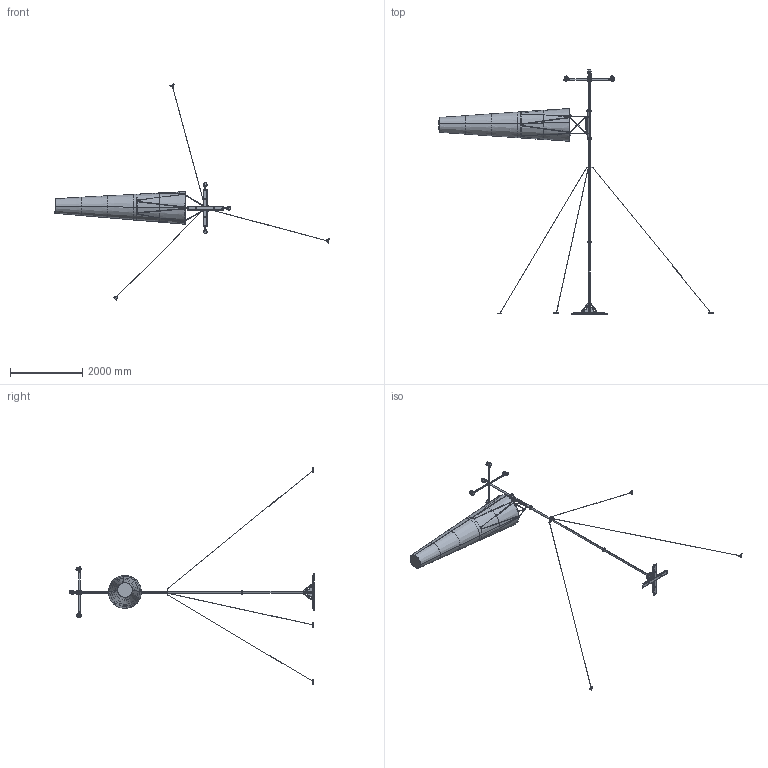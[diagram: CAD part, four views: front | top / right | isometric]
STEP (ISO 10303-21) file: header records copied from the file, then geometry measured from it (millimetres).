
FILE_DESCRIPTION (( 'STEP AP214' ), '1' );
FILE_NAME ('Ñáîðêà WIND 900.STEP', '2017-07-16T14:06:05', ( '' ), ( '' ), 'SwSTEP 2.0', 'SolidWorks 2017', '' );
FILE_SCHEMA (( 'AUTOMOTIVE_DESIGN' ));
Length unit declared in the file: millimetre
Products named in the file (53): WIND.009 (òðóáà); WIND.022 (Êðîíøòåéí-ïëàñòèíà ôîíàðÿ); Êîëäóí_áîëüøîé; WIND.021 (Êðîíøòåéí ôîíàðÿ); WIND.030 (êðîíøòåéí êîðçèíû); 栖闉罻 WIND 900; Ôîíàðü ïðîæåêòîð (Ñáîðêà1_2); WIND.024-1 (膰錪犩 729擤); ãàéêà ïîä ïðîâîäà çàæèìíàÿ; WIND.022-1 (膰錪犩 900擤); Íèæíÿÿ Êðûøêà; WIND-900 âðàùàþùèéñÿ áëîê; 嚦樏鋋; WIND.015 (牮赅 忮瘐礤泐 镱澍栾龛赅); Êîíóñ 900; Êîðïóñ_Êîëäóíà; WIND.016 (óïîð ïîäøèïíèêà âåðõíèé); 秮闃; WIND.020 (ïëàíêà ïåðèôåðèéíîãî ôîíàðÿ); ïîäøèïíèê 1212 ñôåðè÷åñêèé ìàêåò.; òðåóãîëüíèê ðàñòÿæåê; WIND-400 瞂貗鎀跟; WIND-900 âðàùàþùèéñÿ áëîê ñâàðíàÿ ÷àñòü; WIND-100 íèæíÿÿ ñåêöèÿ; WIND.019 (òðóáà ïåðèôåðèéíûõ ôîíàðåé); WIND.031 (ðåáðî); WIND.002 (ðåáðî æ¸ñòêîñòè); WIND.005 (鐏鳧氀 膴鍙欙樥縺); WIND.032 (êðîíøòåéí êîðçèíû); WIND.009-1 (òðóáà); WIND.006 (ñòàêàí âåðõíèé); WIND.014 (鍕鍣憵 瞂贂翴蜦 瀁噌鴄膻罻); WIND.001 (鐏鳧氀 膰謥臇鍣); WIND-300-1âåðõíÿÿ ñåêöèÿ; WIND.013 (îáîéìà íèæíåãî ïîäøèïíèêà); WIND.008 ﾒ矜 ⅲ籵; WIND.017 (âòóëêà ðåçüáîâàÿ); WIND.011 (òðóáà âíåøíÿÿ); WIND.007 ﾒ矜 ⅲ籵; WIND.012 (鵿闉 瀁噌鴄膻罻) ...
Assembly tree (91 placements, depth 4):
  栖闉罻 WIND 900
    WIND-200 ñðåäíÿÿ ñåêöèÿ
      WIND.009 (òðóáà)
      WIND.003 (綦囗弼 戾骝痼犴)  x2
    WIND-300-1âåðõíÿÿ ñåêöèÿ
      WIND.010-1 (òðóáà)
      WIND.004 (ôëàíåö ïîä ðàñòÿæêè)
      WIND.012 (鵿闉 瀁噌鴄膻罻)
      WIND.017 (âòóëêà ðåçüáîâàÿ)
    WIND-500 錌嚦譇
      WIND-400 瞂貗鎀跟
        WIND.006 (ñòàêàí âåðõíèé)
        WIND.005 (鐏鳧氀 膴鍙欙樥縺)
        WIND.019 (òðóáà ïåðèôåðèéíûõ ôîíàðåé)  x4
      WIND.020 (ïëàíêà ïåðèôåðèéíîãî ôîíàðÿ)  x3
      Ôîíàðü ïðîæåêòîð (Ñáîðêà1_2)  x3
        Êîðïóñ_Êîëäóíà
        嚦樏鋋
        Íèæíÿÿ Êðûøêà
        ãàéêà ïîä ïðîâîäà çàæèìíàÿ
      WIND.021 (Êðîíøòåéí ôîíàðÿ)
      WIND.022 (Êðîíøòåéí-ïëàñòèíà ôîíàðÿ)
      Ôîíàðü ìîÿê (Ñáîðêà1_1)
        扻豵鵨_11
        Êðûøêà
        Ôîíàðü (êðàñíûé)
        Íèæíÿÿ Êðûøêà
        ãàéêà ïîä ïðîâîäà çàæèìíàÿ  x2
    WIND-900 âðàùàþùèéñÿ áëîê
      WIND-900 âðàùàþùèéñÿ áëîê ñâàðíàÿ ÷àñòü
        WIND.011 (òðóáà âíåøíÿÿ)
        WIND.013 (îáîéìà íèæíåãî ïîäøèïíèêà)
        WIND.014 (鍕鍣憵 瞂贂翴蜦 瀁噌鴄膻罻)
        WIND.032 (êðîíøòåéí êîðçèíû)  x2
        WIND.031 (ðåáðî)  x2
      ïîäøèïíèê 1212 ñôåðè÷åñêèé ìàêåò.  x2
      WIND.016 (óïîð ïîäøèïíèêà âåðõíèé)
      WIND.015 (牮赅 忮瘐礤泐 镱澍栾龛赅)
    WIND.700-1 ﾊⅱ鉅浯 900
      WIND.022-1 (膰錪犩 900擤)
      WIND.024-1 (膰錪犩 729擤)
      WIND.030 (êðîíøòåéí êîðçèíû)  x2
      Êîëäóí_áîëüøîé
      WIND.027-1 (ñòåðæåíü êàðêàñà 900 êîëäóíà)  x12
      WIND.027-4 櫇謥羻僾鴀900  x2
      Êîëäóí 900_ìàêåò
    WIND-100 íèæíÿÿ ñåêöèÿ
      WIND.007 ﾒ矜 ⅲ籵
      WIND.008 ﾒ矜 ⅲ籵  x2
      WIND.001 (鐏鳧氀 膰謥臇鍣)
      WIND.009-1 (òðóáà)
      WIND.002 (ðåáðî æ¸ñòêîñòè)  x4
      WIND.003 (綦囗弼 戾骝痼犴)
    Ôîíàðü ïðîæåêòîð (Ñáîðêà1_2)
      Êîðïóñ_Êîëäóíà
      嚦樏鋋
      Íèæíÿÿ Êðûøêà
      ãàéêà ïîä ïðîâîäà çàæèìíàÿ  x2
    WIND.020 (ïëàíêà ïåðèôåðèéíîãî ôîíàðÿ)
    òðåóãîëüíèê ðàñòÿæåê  x3
Bounding box: 7582.66 x 6759 x 5977.36 mm (x, y, z)
Volume: 2540438175.2 mm3; surface area: 53586244 mm2
Topology: 93 solids, 96 shells, 2451 faces, 6355 edges, 4178 vertices
Faces by surface type: cylinder 1569, plane 722, torus 90, cone 60, bspline 8, sphere 2
Entity records: 39017 total; most frequent: CARTESIAN_POINT 7884, DIRECTION 6671, ORIENTED_EDGE 5694, EDGE_CURVE 2847, AXIS2_PLACEMENT_3D 2748, VERTEX_POINT 1857, CIRCLE 1553, EDGE_LOOP 1392
